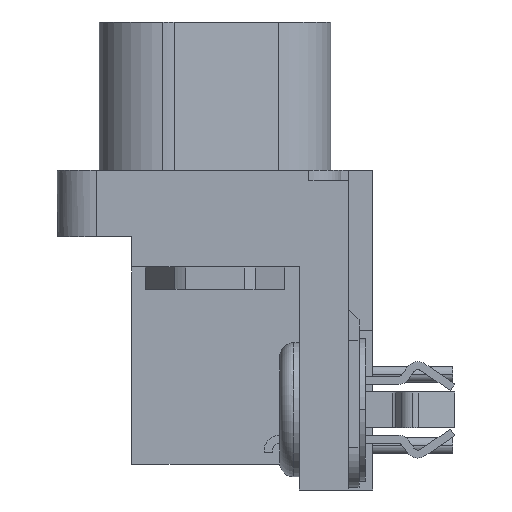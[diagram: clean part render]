
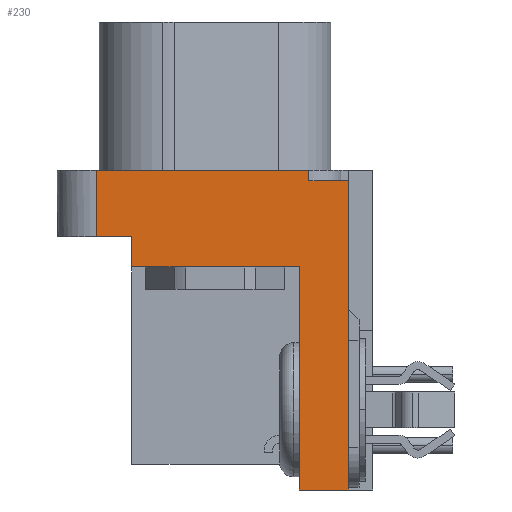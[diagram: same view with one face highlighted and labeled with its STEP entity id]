
A CAD part, left-side view. The second image highlights one B-rep face of the part: STEP entity #230.
In plain terms, the highlighted planar face has unit normal (-1, 0, 0).
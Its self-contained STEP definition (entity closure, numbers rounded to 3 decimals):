
#230=ADVANCED_FACE('',(#987),#988,.F.);
#987=FACE_OUTER_BOUND('',#2102,.T.);
#988=PLANE('',#2103);
#2102=EDGE_LOOP('',(#4462,#4463,#4464,#4465,#4466,#4467,#4468,#4469,#4470,#4471));
#2103=AXIS2_PLACEMENT_3D('',#4472,#4473,#4474);
#4462=ORIENTED_EDGE('',*,*,#7899,.T.);
#4463=ORIENTED_EDGE('',*,*,#7678,.F.);
#4464=ORIENTED_EDGE('',*,*,#7894,.T.);
#4465=ORIENTED_EDGE('',*,*,#7898,.T.);
#4466=ORIENTED_EDGE('',*,*,#7839,.F.);
#4467=ORIENTED_EDGE('',*,*,#7808,.F.);
#4468=ORIENTED_EDGE('',*,*,#7749,.F.);
#4469=ORIENTED_EDGE('',*,*,#7712,.F.);
#4470=ORIENTED_EDGE('',*,*,#7505,.T.);
#4471=ORIENTED_EDGE('',*,*,#7622,.T.);
#4472=CARTESIAN_POINT('',(-19.685,0.0,0.0));
#4473=DIRECTION('',(1.0,0.0,0.0));
#4474=DIRECTION('',(0.0,1.0,0.0));
#7505=EDGE_CURVE('',#9316,#9317,#9318,.T.);
#7622=EDGE_CURVE('',#9317,#9517,#9518,.T.);
#7678=EDGE_CURVE('',#9614,#9616,#9617,.T.);
#7712=EDGE_CURVE('',#9316,#9669,#9670,.T.);
#7749=EDGE_CURVE('',#9669,#9720,#9721,.T.);
#7808=EDGE_CURVE('',#9720,#9828,#9829,.T.);
#7839=EDGE_CURVE('',#9828,#9886,#9887,.T.);
#7894=EDGE_CURVE('',#9614,#9977,#9978,.T.);
#7898=EDGE_CURVE('',#9977,#9886,#9983,.T.);
#7899=EDGE_CURVE('',#9517,#9616,#9984,.T.);
#9316=VERTEX_POINT('',#11865);
#9317=VERTEX_POINT('',#11866);
#9318=LINE('',#11867,#11868);
#9517=VERTEX_POINT('',#12160);
#9518=LINE('',#12161,#12162);
#9614=VERTEX_POINT('',#12299);
#9616=VERTEX_POINT('',#12301);
#9617=LINE('',#12302,#12303);
#9669=VERTEX_POINT('',#12382);
#9670=LINE('',#12383,#12384);
#9720=VERTEX_POINT('',#12455);
#9721=LINE('',#12456,#12457);
#9828=VERTEX_POINT('',#12588);
#9829=LINE('',#12589,#12590);
#9886=VERTEX_POINT('',#12663);
#9887=LINE('',#12664,#12665);
#9977=VERTEX_POINT('',#12806);
#9978=LINE('',#12807,#12808);
#9983=LINE('',#12815,#12816);
#9984=LINE('',#12817,#12818);
#11865=CARTESIAN_POINT('',(-19.685,-5.309,-18.603));
#11866=CARTESIAN_POINT('',(-19.685,-5.309,-6.309));
#11867=CARTESIAN_POINT('',(-19.685,-5.309,-18.603));
#11868=VECTOR('',#14861,12.294);
#12160=CARTESIAN_POINT('',(-19.685,-3.734,-6.309));
#12161=CARTESIAN_POINT('',(-19.685,-5.309,-6.309));
#12162=VECTOR('',#15024,1.574);
#12299=CARTESIAN_POINT('',(-19.685,4.699,-5.893));
#12301=CARTESIAN_POINT('',(-19.685,-3.734,-5.893));
#12302=CARTESIAN_POINT('',(-19.685,4.699,-5.893));
#12303=VECTOR('',#15108,8.433);
#12382=CARTESIAN_POINT('',(-19.685,-3.353,-18.603));
#12383=CARTESIAN_POINT('',(-19.685,-5.309,-18.603));
#12384=VECTOR('',#15154,1.956);
#12455=CARTESIAN_POINT('',(-19.685,-3.353,-9.738));
#12456=CARTESIAN_POINT('',(-19.685,-3.353,-18.603));
#12457=VECTOR('',#15221,8.865);
#12588=CARTESIAN_POINT('',(-19.685,3.302,-9.738));
#12589=CARTESIAN_POINT('',(-19.685,-3.353,-9.738));
#12590=VECTOR('',#15348,6.655);
#12663=CARTESIAN_POINT('',(-19.685,3.302,-8.545));
#12664=CARTESIAN_POINT('',(-19.685,3.302,-9.738));
#12665=VECTOR('',#15407,1.194);
#12806=CARTESIAN_POINT('',(-19.685,4.699,-8.545));
#12807=CARTESIAN_POINT('',(-19.685,4.699,-5.893));
#12808=VECTOR('',#15468,2.652);
#12815=CARTESIAN_POINT('',(-19.685,4.699,-8.545));
#12816=VECTOR('',#15474,1.397);
#12817=CARTESIAN_POINT('',(-19.685,-3.734,-6.309));
#12818=VECTOR('',#15475,0.417);
#14861=DIRECTION('',(0.0,0.0,1.0));
#15024=DIRECTION('',(0.0,1.0,0.0));
#15108=DIRECTION('',(0.0,-1.0,0.0));
#15154=DIRECTION('',(0.0,1.0,0.0));
#15221=DIRECTION('',(0.0,0.0,1.0));
#15348=DIRECTION('',(0.0,1.0,0.0));
#15407=DIRECTION('',(0.0,0.0,1.0));
#15468=DIRECTION('',(0.0,0.0,-1.0));
#15474=DIRECTION('',(0.0,-1.0,0.0));
#15475=DIRECTION('',(0.0,0.0,1.0));
